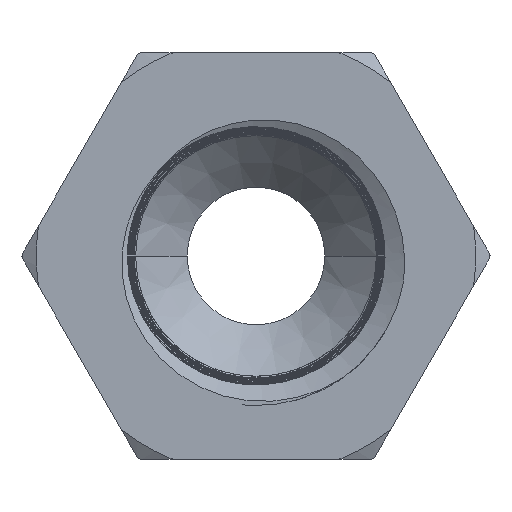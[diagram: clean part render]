
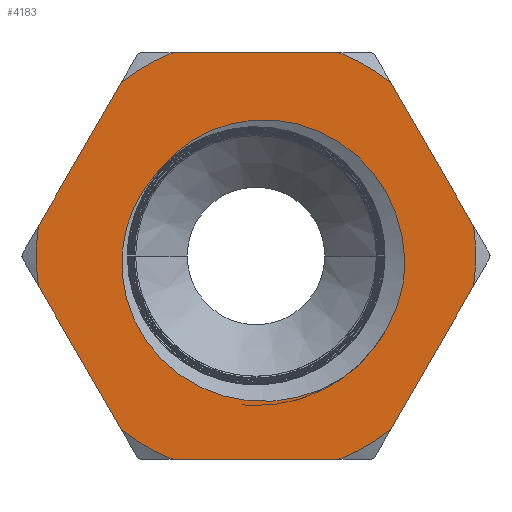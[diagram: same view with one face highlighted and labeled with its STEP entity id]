
A CAD part, left-side view. The second image highlights one B-rep face of the part: STEP entity #4183.
In plain terms, the highlighted planar face has unit normal (-1, 0, 0).
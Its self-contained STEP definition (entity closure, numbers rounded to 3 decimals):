
#121=DIRECTION('',(0.,-0.5,0.866));
#122=VECTOR('',#121,5.792);
#123=CARTESIAN_POINT('',(0.,7.597,1.042));
#124=LINE('',#123,#122);
#125=CARTESIAN_POINT('',(0.,0.,0.));
#126=DIRECTION('',(-1.,0.,0.));
#127=DIRECTION('',(0.,0.378,0.926));
#128=AXIS2_PLACEMENT_3D('',#125,#126,#127);
#130=DIRECTION('',(0.,-1.,0.));
#131=VECTOR('',#130,5.792);
#132=CARTESIAN_POINT('',(0.,2.896,7.1));
#133=LINE('',#132,#131);
#134=CARTESIAN_POINT('',(0.,0.,0.));
#135=DIRECTION('',(-1.,0.,0.));
#136=DIRECTION('',(0.,-0.613,0.79));
#137=AXIS2_PLACEMENT_3D('',#134,#135,#136);
#139=DIRECTION('',(0.,-0.5,-0.866));
#140=VECTOR('',#139,5.792);
#141=CARTESIAN_POINT('',(0.,-4.701,6.058));
#142=LINE('',#141,#140);
#143=DIRECTION('',(0.,0.5,-0.866));
#144=VECTOR('',#143,5.792);
#145=CARTESIAN_POINT('',(0.,-7.597,-1.042));
#146=LINE('',#145,#144);
#147=CARTESIAN_POINT('',(0.,0.,0.));
#148=DIRECTION('',(-1.,0.,0.));
#149=DIRECTION('',(0.,-0.378,-0.926));
#150=AXIS2_PLACEMENT_3D('',#147,#148,#149);
#152=DIRECTION('',(0.,1.,0.));
#153=VECTOR('',#152,5.792);
#154=CARTESIAN_POINT('',(0.,-2.896,-7.1));
#155=LINE('',#154,#153);
#156=CARTESIAN_POINT('',(0.,0.,0.));
#157=DIRECTION('',(-1.,0.,0.));
#158=DIRECTION('',(0.,0.613,-0.79));
#159=AXIS2_PLACEMENT_3D('',#156,#157,#158);
#161=DIRECTION('',(0.,0.5,0.866));
#162=VECTOR('',#161,5.792);
#163=CARTESIAN_POINT('',(0.,4.701,-6.058));
#164=LINE('',#163,#162);
#165=CARTESIAN_POINT('',(0.,3.363,3.013));
#166=CARTESIAN_POINT('',(0.,3.209,3.207));
#167=CARTESIAN_POINT('',(0.,2.872,3.568));
#168=CARTESIAN_POINT('',(0.,2.273,4.03));
#169=CARTESIAN_POINT('',(0.,1.602,4.388));
#170=CARTESIAN_POINT('',(0.,0.881,4.634));
#171=CARTESIAN_POINT('',(0.,0.117,4.761));
#172=CARTESIAN_POINT('',(0.,-0.654,4.762));
#173=CARTESIAN_POINT('',(0.,-1.429,4.637));
#174=CARTESIAN_POINT('',(0.,-2.175,4.387));
#175=CARTESIAN_POINT('',(0.,-2.874,4.019));
#176=CARTESIAN_POINT('',(0.,-3.514,3.537));
#177=CARTESIAN_POINT('',(0.,-4.067,2.96));
#178=CARTESIAN_POINT('',(0.,-4.528,2.292));
#179=CARTESIAN_POINT('',(0.,-4.876,1.558));
#180=CARTESIAN_POINT('',(0.,-5.105,0.773));
#181=CARTESIAN_POINT('',(0.,-5.207,-0.05));
#182=CARTESIAN_POINT('',(0.,-5.188,-0.597));
#183=CARTESIAN_POINT('',(0.,-5.156,-0.873));
#185=CARTESIAN_POINT('',(0.,0.,0.));
#186=DIRECTION('',(-1.,0.,0.));
#187=DIRECTION('',(0.,0.745,0.667));
#188=AXIS2_PLACEMENT_3D('',#185,#186,#187);
#190=CARTESIAN_POINT('',(0.,-3.062,-4.235));
#191=CARTESIAN_POINT('',(0.,-2.832,-4.385));
#192=CARTESIAN_POINT('',(0.,-2.357,-4.645));
#193=CARTESIAN_POINT('',(0.,-1.588,-4.919));
#194=CARTESIAN_POINT('',(0.,-0.8,-5.068));
#195=CARTESIAN_POINT('',(0.,0.009,-5.091));
#196=CARTESIAN_POINT('',(0.,0.796,-4.989));
#197=CARTESIAN_POINT('',(0.,1.559,-4.764));
#198=CARTESIAN_POINT('',(0.,2.272,-4.423));
#199=CARTESIAN_POINT('',(0.,2.915,-3.981));
#200=CARTESIAN_POINT('',(0.,3.482,-3.439));
#201=CARTESIAN_POINT('',(0.,3.948,-2.825));
#202=CARTESIAN_POINT('',(0.,4.311,-2.144));
#203=CARTESIAN_POINT('',(0.,4.559,-1.419));
#204=CARTESIAN_POINT('',(0.,4.687,-0.673));
#205=CARTESIAN_POINT('',(0.,4.694,0.087));
#206=CARTESIAN_POINT('',(0.,4.581,0.826));
#207=CARTESIAN_POINT('',(0.,4.352,1.537));
#208=CARTESIAN_POINT('',(0.,4.014,2.195));
#209=CARTESIAN_POINT('',(0.,3.724,2.588));
#210=CARTESIAN_POINT('',(0.,3.563,2.773));
#212=CARTESIAN_POINT('',(0.,-5.156,-0.873));
#213=CARTESIAN_POINT('',(0.,-5.118,-1.096));
#214=CARTESIAN_POINT('',(0.,-5.014,-1.534));
#215=CARTESIAN_POINT('',(0.,-4.773,-2.171));
#216=CARTESIAN_POINT('',(0.,-4.453,-2.766));
#217=CARTESIAN_POINT('',(0.,-4.06,-3.316));
#218=CARTESIAN_POINT('',(0.,-3.595,-3.814));
#219=CARTESIAN_POINT('',(0.,-3.246,-4.102));
#220=CARTESIAN_POINT('',(0.,-3.062,-4.235));
#238=CARTESIAN_POINT('',(0.,0.,0.));
#239=DIRECTION('',(-1.,0.,0.));
#240=DIRECTION('',(0.,0.991,0.136));
#241=AXIS2_PLACEMENT_3D('',#238,#239,#240);
#267=CARTESIAN_POINT('',(0.,0.,0.));
#268=DIRECTION('',(-1.,0.,0.));
#269=DIRECTION('',(0.,-0.991,-0.136));
#270=AXIS2_PLACEMENT_3D('',#267,#268,#269);
#3910=CARTESIAN_POINT('',(0.,4.701,-6.058));
#3911=CARTESIAN_POINT('',(0.,2.896,-7.1));
#3912=VERTEX_POINT('',#3910);
#3913=VERTEX_POINT('',#3911);
#3914=CARTESIAN_POINT('',(0.,-2.896,-7.1));
#3915=CARTESIAN_POINT('',(0.,-4.701,-6.058));
#3916=VERTEX_POINT('',#3914);
#3917=VERTEX_POINT('',#3915);
#3918=CARTESIAN_POINT('',(0.,-4.701,6.058));
#3919=CARTESIAN_POINT('',(0.,-2.896,7.1));
#3920=VERTEX_POINT('',#3918);
#3921=VERTEX_POINT('',#3919);
#3922=CARTESIAN_POINT('',(0.,2.896,7.1));
#3923=CARTESIAN_POINT('',(0.,4.701,6.058));
#3924=VERTEX_POINT('',#3922);
#3925=VERTEX_POINT('',#3923);
#3942=CARTESIAN_POINT('',(0.,7.597,-1.042));
#3943=VERTEX_POINT('',#3942);
#3944=CARTESIAN_POINT('',(0.,7.597,1.042));
#3945=VERTEX_POINT('',#3944);
#3946=CARTESIAN_POINT('',(0.,-7.597,1.042));
#3947=VERTEX_POINT('',#3946);
#3948=CARTESIAN_POINT('',(0.,-7.597,-1.042));
#3949=VERTEX_POINT('',#3948);
#3998=VERTEX_POINT('',#165);
#3999=VERTEX_POINT('',#183);
#4000=VERTEX_POINT('',#220);
#4001=VERTEX_POINT('',#210);
#4142=CARTESIAN_POINT('',(0.,0.,0.));
#4143=DIRECTION('',(1.,0.,0.));
#4144=DIRECTION('',(0.,0.,-1.));
#4145=AXIS2_PLACEMENT_3D('',#4142,#4143,#4144);
#4146=PLANE('',#4145);
#4148=ORIENTED_EDGE('',*,*,#4147,.F.);
#4150=ORIENTED_EDGE('',*,*,#4149,.T.);
#4152=ORIENTED_EDGE('',*,*,#4151,.F.);
#4154=ORIENTED_EDGE('',*,*,#4153,.T.);
#4156=ORIENTED_EDGE('',*,*,#4155,.F.);
#4158=ORIENTED_EDGE('',*,*,#4157,.T.);
#4160=ORIENTED_EDGE('',*,*,#4159,.F.);
#4162=ORIENTED_EDGE('',*,*,#4161,.T.);
#4164=ORIENTED_EDGE('',*,*,#4163,.F.);
#4166=ORIENTED_EDGE('',*,*,#4165,.T.);
#4168=ORIENTED_EDGE('',*,*,#4167,.F.);
#4170=ORIENTED_EDGE('',*,*,#4169,.T.);
#4171=EDGE_LOOP('',(#4148,#4150,#4152,#4154,#4156,#4158,#4160,#4162,#4164,#4166,
#4168,#4170));
#4172=FACE_OUTER_BOUND('',#4171,.F.);
#4174=ORIENTED_EDGE('',*,*,#4173,.F.);
#4176=ORIENTED_EDGE('',*,*,#4175,.T.);
#4178=ORIENTED_EDGE('',*,*,#4177,.F.);
#4180=ORIENTED_EDGE('',*,*,#4179,.F.);
#4181=EDGE_LOOP('',(#4174,#4176,#4178,#4180));
#4182=FACE_BOUND('',#4181,.F.);
#129=CIRCLE('',#128,7.668);
#138=CIRCLE('',#137,7.668);
#151=CIRCLE('',#150,7.668);
#160=CIRCLE('',#159,7.668);
#184=B_SPLINE_CURVE_WITH_KNOTS('',3,(#165,#166,#167,#168,#169,#170,#171,#172,
#173,#174,#175,#176,#177,#178,#179,#180,#181,#182,#183),.UNSPECIFIED.,.F.,.F.,
(4,1,1,1,1,1,1,1,1,1,1,1,1,1,1,1,4),(0.,0.063,0.125,0.188,0.25,
0.313,0.375,0.438,0.5,0.563,0.625,0.688,0.75,0.813,
0.875,0.938,1.),.UNSPECIFIED.);
#189=CIRCLE('',#188,4.515);
#211=B_SPLINE_CURVE_WITH_KNOTS('',3,(#190,#191,#192,#193,#194,#195,#196,#197,
#198,#199,#200,#201,#202,#203,#204,#205,#206,#207,#208,#209,#210),.UNSPECIFIED.,
.F.,.F.,(4,1,1,1,1,1,1,1,1,1,1,1,1,1,1,1,1,1,4),(0.,0.056,
0.111,0.167,0.222,0.278,
0.333,0.389,0.444,0.5,0.556,
0.611,0.667,0.722,0.778,
0.833,0.889,0.944,1.),.UNSPECIFIED.);
#221=B_SPLINE_CURVE_WITH_KNOTS('',3,(#212,#213,#214,#215,#216,#217,#218,#219,
#220),.UNSPECIFIED.,.F.,.F.,(4,1,1,1,1,1,4),(0.,0.167,
0.333,0.5,0.667,0.833,1.),
.UNSPECIFIED.);
#242=CIRCLE('',#241,7.668);
#271=CIRCLE('',#270,7.668);
#4147=EDGE_CURVE('',#3945,#3943,#242,.T.);
#4149=EDGE_CURVE('',#3945,#3925,#124,.T.);
#4151=EDGE_CURVE('',#3924,#3925,#129,.T.);
#4153=EDGE_CURVE('',#3924,#3921,#133,.T.);
#4155=EDGE_CURVE('',#3920,#3921,#138,.T.);
#4157=EDGE_CURVE('',#3920,#3947,#142,.T.);
#4159=EDGE_CURVE('',#3949,#3947,#271,.T.);
#4161=EDGE_CURVE('',#3949,#3917,#146,.T.);
#4163=EDGE_CURVE('',#3916,#3917,#151,.T.);
#4165=EDGE_CURVE('',#3916,#3913,#155,.T.);
#4167=EDGE_CURVE('',#3912,#3913,#160,.T.);
#4169=EDGE_CURVE('',#3912,#3943,#164,.T.);
#4173=EDGE_CURVE('',#3998,#3999,#184,.T.);
#4175=EDGE_CURVE('',#3998,#4001,#189,.T.);
#4177=EDGE_CURVE('',#4000,#4001,#211,.T.);
#4179=EDGE_CURVE('',#3999,#4000,#221,.T.);
#4183=ADVANCED_FACE('',(#4172,#4182),#4146,.F.);
